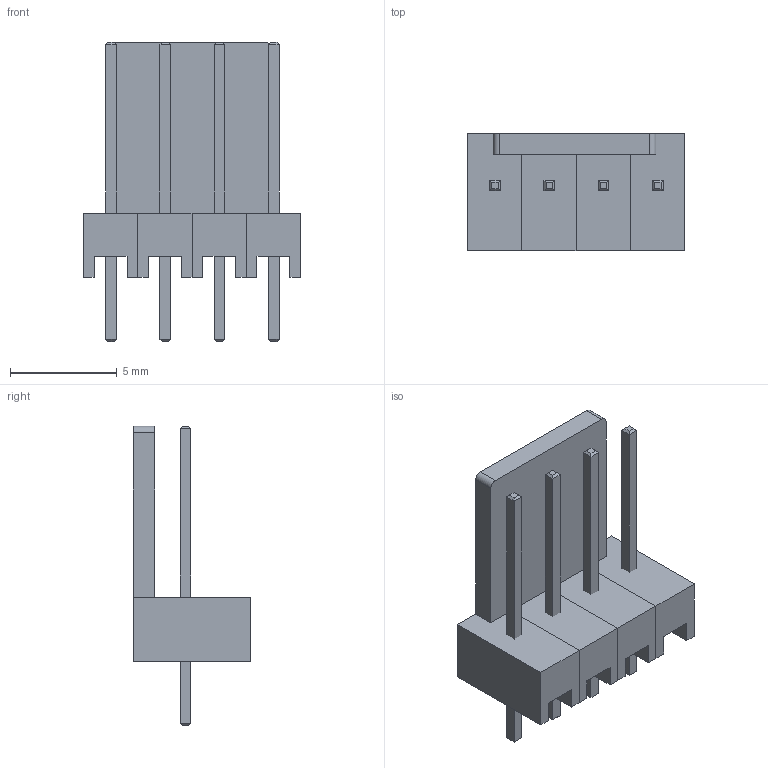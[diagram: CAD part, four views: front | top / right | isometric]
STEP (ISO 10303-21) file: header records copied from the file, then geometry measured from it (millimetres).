
FILE_DESCRIPTION(('FreeCAD Model'),'2;1');
FILE_NAME( '04P.stp', '2017-07-29T15:10:35',('FreeCAD'),('FreeCAD'), 'Open CASCADE STEP processor 6.8','FreeCAD','Unknown');
FILE_SCHEMA(('AUTOMOTIVE_DESIGN_CC2 { 1 2 10303 214 -1 1 5 4 }'));
Length unit declared in the file: millimetre
Products named in the file (12): Open CASCADE STEP translator 6.8 5; Open CASCADE STEP translator 6.8 5.1; Open CASCADE STEP translator 6.8 5.1.1; Open CASCADE STEP translator 6.8 5.1.2; Open CASCADE STEP translator 6.8 5.1.3; Open CASCADE STEP translator 6.8 5.1.4; Open CASCADE STEP translator 6.8 5.2; Open CASCADE STEP translator 6.8 5.2.1; Open CASCADE STEP translator 6.8 5.2.2; Open CASCADE STEP translator 6.8 5.2.3; Open CASCADE STEP translator 6.8 5.2.4; Open CASCADE STEP translator 6.8 5.3
Assembly tree (11 placements, depth 3):
  Open CASCADE STEP translator 6.8 5
    Open CASCADE STEP translator 6.8 5.1
      Open CASCADE STEP translator 6.8 5.1.1
      Open CASCADE STEP translator 6.8 5.1.2
      Open CASCADE STEP translator 6.8 5.1.3
      Open CASCADE STEP translator 6.8 5.1.4
    Open CASCADE STEP translator 6.8 5.2
      Open CASCADE STEP translator 6.8 5.2.1
      Open CASCADE STEP translator 6.8 5.2.2
      Open CASCADE STEP translator 6.8 5.2.3
      Open CASCADE STEP translator 6.8 5.2.4
    Open CASCADE STEP translator 6.8 5.3
Bounding box: 10.16 x 5.5 x 14 mm (x, y, z)
Volume: 208.6 mm3; surface area: 602.2 mm2
Topology: 9 solids, 9 shells, 104 faces, 226 edges, 140 vertices
Faces by surface type: plane 102, cylinder 2
Entity records: 5880 total; most frequent: CARTESIAN_POINT 958, DIRECTION 910, LINE 670, VECTOR 670, ORIENTED_EDGE 452, PCURVE 452, DEFINITIONAL_REPRESENTATION 452, EDGE_CURVE 226
